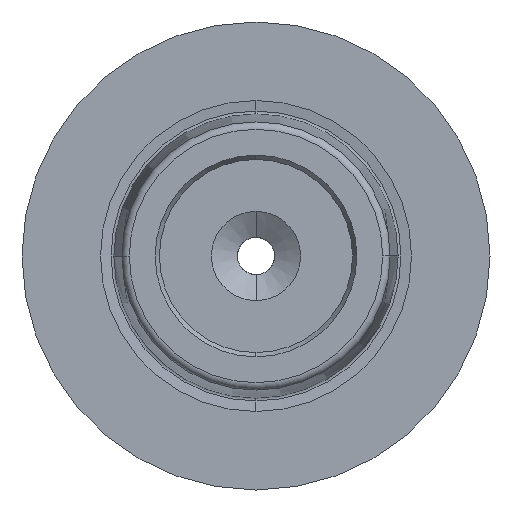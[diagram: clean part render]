
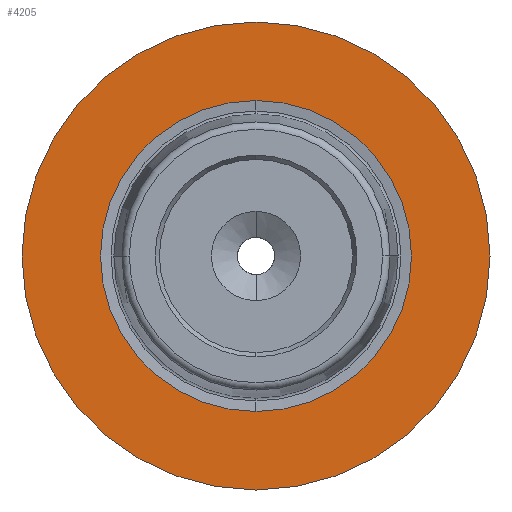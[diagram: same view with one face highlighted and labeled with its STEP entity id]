
A CAD part, left-side view. The second image highlights one B-rep face of the part: STEP entity #4205.
In plain terms, the highlighted planar face has unit normal (-1, 0, 0).
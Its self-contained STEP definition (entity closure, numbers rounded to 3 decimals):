
#7 = EDGE_CURVE ( 'NONE', #5949, #3283, #6130, .T. ) ;
#51 = AXIS2_PLACEMENT_3D ( 'NONE', #4960, #4954, #4949 ) ;
#293 = EDGE_CURVE ( 'NONE', #3283, #5949, #4270, .T. ) ;
#757 = AXIS2_PLACEMENT_3D ( 'NONE', #947, #939, #937 ) ;
#861 = VERTEX_POINT ( 'NONE', #3480 ) ;
#937 = DIRECTION ( 'NONE',  ( 0., 0., 1. ) ) ;
#939 = DIRECTION ( 'NONE',  ( -1., 0., 0. ) ) ;
#947 = CARTESIAN_POINT ( 'NONE',  ( 0., 0., 0. ) ) ;
#1100 = DIRECTION ( 'NONE',  ( -1., 0., 0. ) ) ;
#1354 = CARTESIAN_POINT ( 'NONE',  ( 0., 0., 0. ) ) ;
#1838 = EDGE_CURVE ( 'NONE', #861, #5115, #5343, .T. ) ;
#2173 = EDGE_LOOP ( 'NONE', ( #4959, #5772 ) ) ;
#2239 = CARTESIAN_POINT ( 'NONE',  ( 0., 0., -20.93 ) ) ;
#2465 = ORIENTED_EDGE ( 'NONE', *, *, #1838, .T. ) ;
#2596 = DIRECTION ( 'NONE',  ( 0., 0., 1. ) ) ;
#2637 = EDGE_CURVE ( 'NONE', #5115, #861, #5546, .T. ) ;
#2848 = EDGE_LOOP ( 'NONE', ( #3702, #2465 ) ) ;
#3109 = AXIS2_PLACEMENT_3D ( 'NONE', #3439, #3438, #3431 ) ;
#3283 = VERTEX_POINT ( 'NONE', #2239 ) ;
#3431 = DIRECTION ( 'NONE',  ( 0., 0., 1. ) ) ;
#3438 = DIRECTION ( 'NONE',  ( -1., 0., 0. ) ) ;
#3439 = CARTESIAN_POINT ( 'NONE',  ( 0., 0., 0. ) ) ;
#3480 = CARTESIAN_POINT ( 'NONE',  ( 0., 0., -31.5 ) ) ;
#3702 = ORIENTED_EDGE ( 'NONE', *, *, #2637, .T. ) ;
#4025 = FACE_BOUND ( 'NONE', #2173, .T. ) ;
#4172 = FACE_OUTER_BOUND ( 'NONE', #2848, .T. ) ;
#4205 = ADVANCED_FACE ( 'NONE', ( #4172, #4025 ), #5124, .F. ) ;
#4270 = CIRCLE ( 'NONE', #3109, 20.93 ) ;
#4583 = CARTESIAN_POINT ( 'NONE',  ( 0., 0., 20.93 ) ) ;
#4949 = DIRECTION ( 'NONE',  ( 0., 0., -1. ) ) ;
#4954 = DIRECTION ( 'NONE',  ( 1., 0., 0. ) ) ;
#4959 = ORIENTED_EDGE ( 'NONE', *, *, #7, .F. ) ;
#4960 = CARTESIAN_POINT ( 'NONE',  ( 0., 0., 0. ) ) ;
#4984 = DIRECTION ( 'NONE',  ( 0., 0., 1. ) ) ;
#4995 = DIRECTION ( 'NONE',  ( -1., 0., 0. ) ) ;
#5002 = CARTESIAN_POINT ( 'NONE',  ( 0., 0., 0. ) ) ;
#5115 = VERTEX_POINT ( 'NONE', #5916 ) ;
#5124 = PLANE ( 'NONE',  #51 ) ;
#5165 = AXIS2_PLACEMENT_3D ( 'NONE', #5002, #4995, #4984 ) ;
#5343 = CIRCLE ( 'NONE', #757, 31.5 ) ;
#5546 = CIRCLE ( 'NONE', #5165, 31.5 ) ;
#5772 = ORIENTED_EDGE ( 'NONE', *, *, #293, .F. ) ;
#5861 = AXIS2_PLACEMENT_3D ( 'NONE', #1354, #1100, #2596 ) ;
#5916 = CARTESIAN_POINT ( 'NONE',  ( 0., 0., 31.5 ) ) ;
#5949 = VERTEX_POINT ( 'NONE', #4583 ) ;
#6130 = CIRCLE ( 'NONE', #5861, 20.93 ) ;
